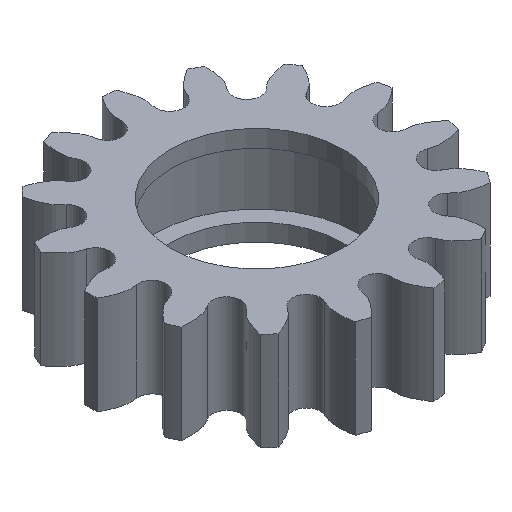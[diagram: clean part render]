
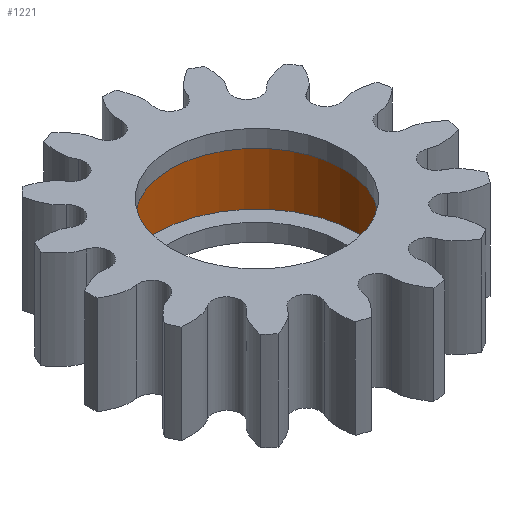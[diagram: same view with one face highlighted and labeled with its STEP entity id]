
A CAD part, isometric view. The second image highlights one B-rep face of the part: STEP entity #1221.
In plain terms, the highlighted cylindrical face has radius 4.15 mm (diameter 8.3 mm), a full revolution.
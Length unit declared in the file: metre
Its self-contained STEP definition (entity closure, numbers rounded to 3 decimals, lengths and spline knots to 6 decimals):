
#170=CIRCLE('',#1336,0.00415);
#171=CIRCLE('',#1337,0.00415);
#538=ORIENTED_EDGE('',*,*,#728,.T.);
#539=ORIENTED_EDGE('',*,*,#729,.F.);
#728=EDGE_CURVE('',#854,#854,#170,.T.);
#729=EDGE_CURVE('',#855,#855,#171,.T.);
#854=VERTEX_POINT('',#2853);
#855=VERTEX_POINT('',#2855);
#1044=EDGE_LOOP('',(#538));
#1045=EDGE_LOOP('',(#539));
#1118=FACE_BOUND('',#1044,.T.);
#1119=FACE_BOUND('',#1045,.T.);
#1156=CYLINDRICAL_SURFACE('',#1335,0.00415);
#1221=ADVANCED_FACE('',(#1118,#1119),#1156,.F.);
#1335=AXIS2_PLACEMENT_3D('',#2851,#1598,#1599);
#1336=AXIS2_PLACEMENT_3D('',#2852,#1600,#1601);
#1337=AXIS2_PLACEMENT_3D('',#2854,#1602,#1603);
#1598=DIRECTION('',(0.,0.,-1.));
#1599=DIRECTION('',(0.,1.,0.));
#1600=DIRECTION('',(0.,0.,1.));
#1601=DIRECTION('',(0.,-1.,0.));
#1602=DIRECTION('',(0.,0.,1.));
#1603=DIRECTION('',(0.,-1.,0.));
#2851=CARTESIAN_POINT('',(0.0096,0.,0.0103));
#2852=CARTESIAN_POINT('',(0.0096,0.,0.0103));
#2853=CARTESIAN_POINT('',(0.0096,-0.00415,0.0103));
#2854=CARTESIAN_POINT('',(0.0096,0.,0.0077));
#2855=CARTESIAN_POINT('',(0.0096,-0.00415,0.0077));
